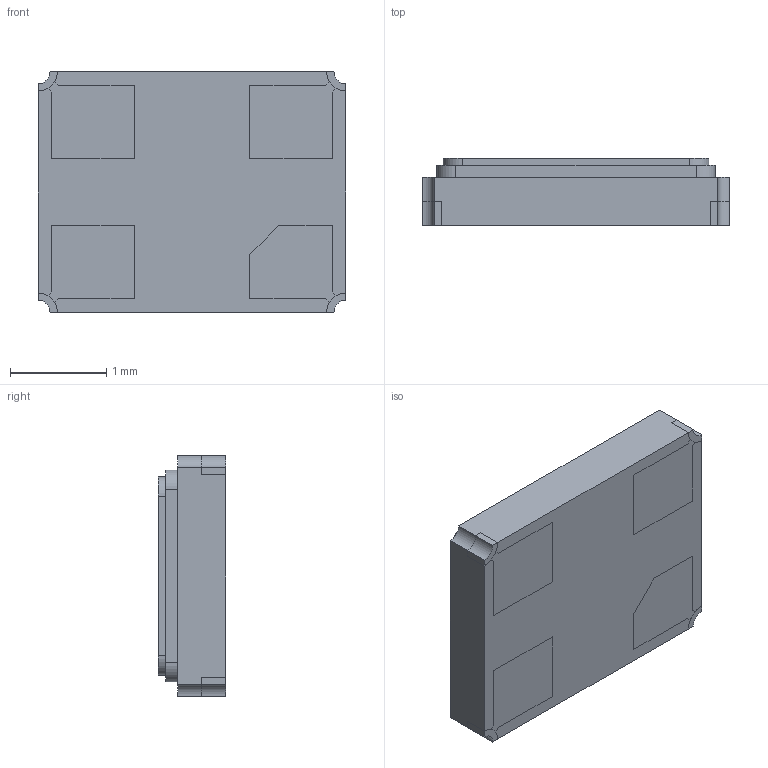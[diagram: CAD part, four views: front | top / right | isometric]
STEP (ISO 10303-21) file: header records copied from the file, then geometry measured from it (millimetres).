
FILE_DESCRIPTION (( 'STEP AP214' ), '1' );
FILE_NAME ('X322512MSB4SI.STEP', '2022-04-29T06:21:12', ( '' ), ( '' ), 'SwSTEP 2.0', 'SolidWorks 2018', '' );
FILE_SCHEMA (( 'AUTOMOTIVE_DESIGN' ));
Length unit declared in the file: millimetre
Products named in the file (1): X322512MSB4SI
Bounding box: 3.2 x 0.7 x 2.5 mm (x, y, z)
Volume: 5.2 mm3; surface area: 35.7 mm2
Topology: 9 solids, 9 shells, 126 faces, 318 edges, 212 vertices
Faces by surface type: plane 94, cylinder 32
Entity records: 5258 total; most frequent: CARTESIAN_POINT 657, DIRECTION 636, ORIENTED_EDGE 636, EDGE_CURVE 318, LINE 254, VECTOR 254, VERTEX_POINT 212, AXIS2_PLACEMENT_3D 191
